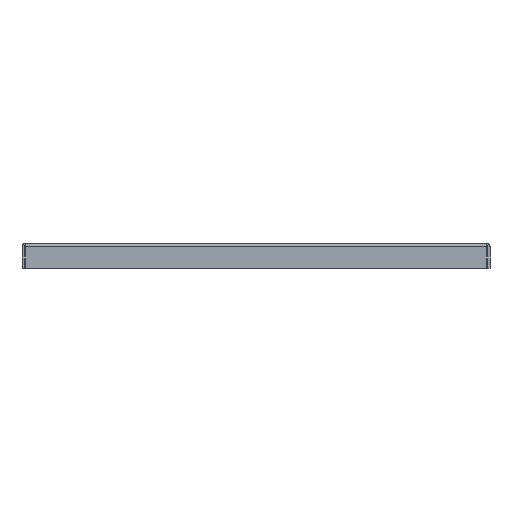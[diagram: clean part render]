
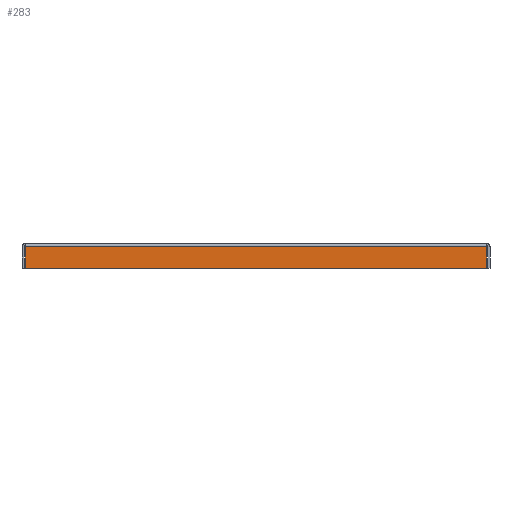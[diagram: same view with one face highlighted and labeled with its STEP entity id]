
A CAD part, front view. The second image highlights one B-rep face of the part: STEP entity #283.
In plain terms, the highlighted planar face has unit normal (0, -1, 0).
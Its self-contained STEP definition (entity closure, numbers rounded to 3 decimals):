
#283 = ADVANCED_FACE( '', ( #592 ), #593, .T. );
#592 = FACE_OUTER_BOUND( '', #922, .T. );
#593 = PLANE( '', #923 );
#922 = EDGE_LOOP( '', ( #1672, #1673, #1674, #1675 ) );
#923 = AXIS2_PLACEMENT_3D( '', #1676, #1677, #1678 );
#1672 = ORIENTED_EDGE( '', *, *, #2032, .T. );
#1673 = ORIENTED_EDGE( '', *, *, #2099, .T. );
#1674 = ORIENTED_EDGE( '', *, *, #2205, .T. );
#1675 = ORIENTED_EDGE( '', *, *, #2110, .T. );
#1676 = CARTESIAN_POINT( '', ( 4., -1., -3.2 ) );
#1677 = DIRECTION( '', ( 0., -1., 0. ) );
#1678 = DIRECTION( '', ( 0., 0., -1. ) );
#2032 = EDGE_CURVE( '', #2457, #2459, #2461, .T. );
#2099 = EDGE_CURVE( '', #2459, #2554, #2555, .T. );
#2110 = EDGE_CURVE( '', #2567, #2457, #2568, .T. );
#2205 = EDGE_CURVE( '', #2554, #2567, #2689, .T. );
#2457 = VERTEX_POINT( '', #3013 );
#2459 = VERTEX_POINT( '', #3015 );
#2461 = LINE( '', #3017, #3018 );
#2554 = VERTEX_POINT( '', #3154 );
#2555 = LINE( '', #3155, #3156 );
#2567 = VERTEX_POINT( '', #3174 );
#2568 = LINE( '', #3175, #3176 );
#2689 = LINE( '', #3352, #3353 );
#3013 = CARTESIAN_POINT( '', ( 60.4, -1., -0.1 ) );
#3015 = CARTESIAN_POINT( '', ( -0.6, -1., -0.1 ) );
#3017 = CARTESIAN_POINT( '', ( 4., -1., -0.1 ) );
#3018 = VECTOR( '', #3596, 1000. );
#3154 = CARTESIAN_POINT( '', ( -0.6, -1., -3. ) );
#3155 = CARTESIAN_POINT( '', ( -0.6, -1., -3.2 ) );
#3156 = VECTOR( '', #3655, 1000. );
#3174 = CARTESIAN_POINT( '', ( 60.4, -1., -3. ) );
#3175 = CARTESIAN_POINT( '', ( 60.4, -1., -3.2 ) );
#3176 = VECTOR( '', #3662, 1000. );
#3352 = CARTESIAN_POINT( '', ( 4., -1., -3. ) );
#3353 = VECTOR( '', #3745, 1000. );
#3596 = DIRECTION( '', ( -1., 0., 0. ) );
#3655 = DIRECTION( '', ( 0., 0., -1. ) );
#3662 = DIRECTION( '', ( 0., 0., 1. ) );
#3745 = DIRECTION( '', ( 1., 0., 0. ) );
